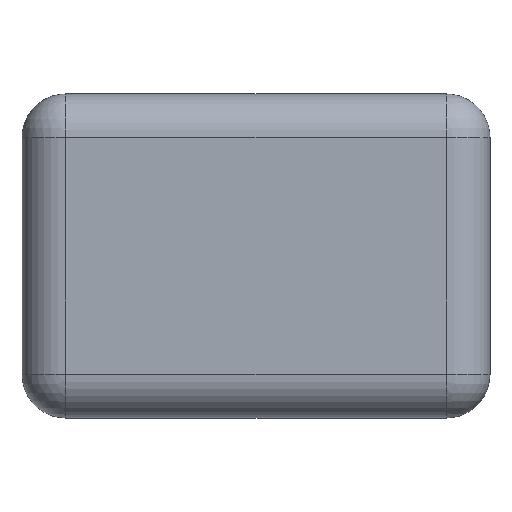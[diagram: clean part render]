
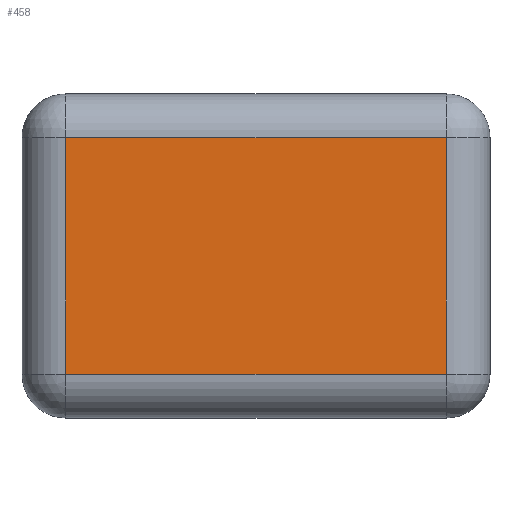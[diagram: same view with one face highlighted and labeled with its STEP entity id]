
A CAD part, top view. The second image highlights one B-rep face of the part: STEP entity #458.
In plain terms, the highlighted planar face has unit normal (0, 0, 1).
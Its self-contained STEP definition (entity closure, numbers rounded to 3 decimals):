
#16 = CARTESIAN_POINT ( 'NONE',  ( 45.5, -23., 12. ) ) ;
#50 = ORIENTED_EDGE ( 'NONE', *, *, #695, .T. ) ;
#85 = EDGE_CURVE ( 'NONE', #520, #564, #408, .T. ) ;
#86 = LINE ( 'NONE', #274, #107 ) ;
#98 = VERTEX_POINT ( 'NONE', #532 ) ;
#99 = EDGE_CURVE ( 'NONE', #164, #520, #343, .T. ) ;
#107 = VECTOR ( 'NONE', #347, 1000. ) ;
#116 = VECTOR ( 'NONE', #147, 1000. ) ;
#140 = ORIENTED_EDGE ( 'NONE', *, *, #625, .T. ) ;
#147 = DIRECTION ( 'NONE',  ( 0., -1., 0. ) ) ;
#164 = VERTEX_POINT ( 'NONE', #368 ) ;
#172 = EDGE_LOOP ( 'NONE', ( #435, #436, #50, #140 ) ) ;
#186 = VECTOR ( 'NONE', #485, 1000. ) ;
#197 = FACE_OUTER_BOUND ( 'NONE', #172, .T. ) ;
#210 = CARTESIAN_POINT ( 'NONE',  ( -37., -31.5, 12. ) ) ;
#213 = AXIS2_PLACEMENT_3D ( 'NONE', #216, #477, #735 ) ;
#216 = CARTESIAN_POINT ( 'NONE',  ( 0., 0., 12. ) ) ;
#274 = CARTESIAN_POINT ( 'NONE',  ( 37., 31.5, 12. ) ) ;
#343 = LINE ( 'NONE', #210, #116 ) ;
#347 = DIRECTION ( 'NONE',  ( 0., 1., 0. ) ) ;
#368 = CARTESIAN_POINT ( 'NONE',  ( -37., 23., 12. ) ) ;
#408 = LINE ( 'NONE', #16, #486 ) ;
#411 = LINE ( 'NONE', #790, #186 ) ;
#435 = ORIENTED_EDGE ( 'NONE', *, *, #99, .T. ) ;
#436 = ORIENTED_EDGE ( 'NONE', *, *, #85, .T. ) ;
#458 = ADVANCED_FACE ( 'NONE', ( #197 ), #711, .F. ) ;
#477 = DIRECTION ( 'NONE',  ( 0., 0., -1. ) ) ;
#485 = DIRECTION ( 'NONE',  ( -1., 0., 0. ) ) ;
#486 = VECTOR ( 'NONE', #601, 1000. ) ;
#520 = VERTEX_POINT ( 'NONE', #771 ) ;
#532 = CARTESIAN_POINT ( 'NONE',  ( 37., 23., 12. ) ) ;
#564 = VERTEX_POINT ( 'NONE', #615 ) ;
#601 = DIRECTION ( 'NONE',  ( 1., 0., 0. ) ) ;
#615 = CARTESIAN_POINT ( 'NONE',  ( 37., -23., 12. ) ) ;
#625 = EDGE_CURVE ( 'NONE', #98, #164, #411, .T. ) ;
#695 = EDGE_CURVE ( 'NONE', #564, #98, #86, .T. ) ;
#711 = PLANE ( 'NONE',  #213 ) ;
#735 = DIRECTION ( 'NONE',  ( -1., 0., 0. ) ) ;
#771 = CARTESIAN_POINT ( 'NONE',  ( -37., -23., 12. ) ) ;
#790 = CARTESIAN_POINT ( 'NONE',  ( -45.5, 23., 12. ) ) ;
